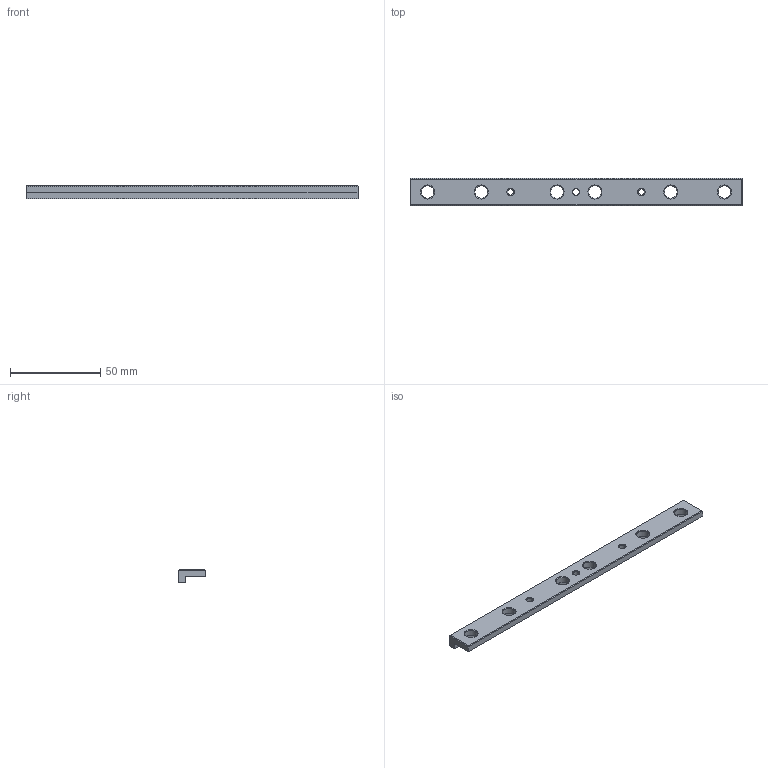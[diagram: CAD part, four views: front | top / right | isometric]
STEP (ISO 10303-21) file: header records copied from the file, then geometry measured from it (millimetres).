
FILE_DESCRIPTION (( 'STEP AP214' ), '1' );
FILE_NAME ('side_trim.STEP', '2021-09-26T10:09:06', ( '' ), ( '' ), 'SwSTEP 2.0', 'SolidWorks 2021', '' );
FILE_SCHEMA (( 'AUTOMOTIVE_DESIGN' ));
Length unit declared in the file: millimetre
Products named in the file (1): side_trim
Bounding box: 184 x 15 x 7.25 mm (x, y, z)
Volume: 11912.5 mm3; surface area: 8297.1 mm2
Topology: 1 solids, 1 shells, 48 faces, 128 edges, 76 vertices
Faces by surface type: cone 18, cylinder 18, plane 12
Entity records: 1558 total; most frequent: DIRECTION 286, ORIENTED_EDGE 256, CARTESIAN_POINT 253, EDGE_CURVE 128, AXIS2_PLACEMENT_3D 109, VERTEX_POINT 76, LINE 68, VECTOR 68
